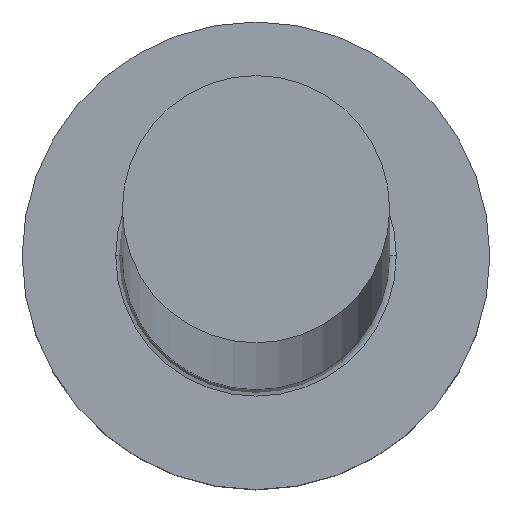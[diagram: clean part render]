
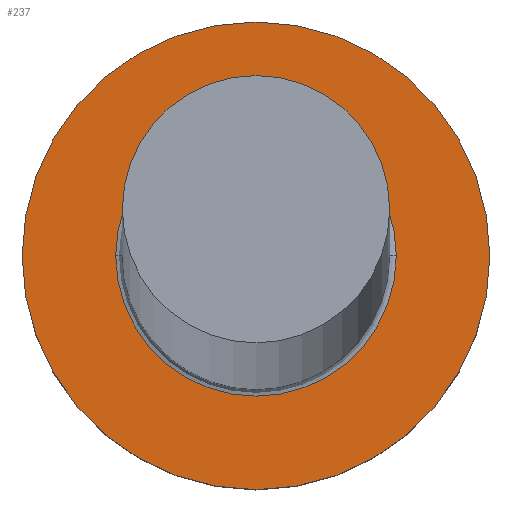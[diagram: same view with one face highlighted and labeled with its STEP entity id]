
A CAD part, top view. The second image highlights one B-rep face of the part: STEP entity #237.
In plain terms, the highlighted planar face has unit normal (0, 0, 1).
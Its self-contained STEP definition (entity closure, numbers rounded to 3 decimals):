
#1 = CIRCLE ( 'NONE', #305, 4.2 ) ;
#4 = AXIS2_PLACEMENT_3D ( 'NONE', #102, #85, #268 ) ;
#15 = EDGE_LOOP ( 'NONE', ( #161, #128 ) ) ;
#20 = CARTESIAN_POINT ( 'NONE',  ( -7., 0., 5. ) ) ;
#24 = AXIS2_PLACEMENT_3D ( 'NONE', #189, #58, #123 ) ;
#35 = VERTEX_POINT ( 'NONE', #20 ) ;
#39 = DIRECTION ( 'NONE',  ( 1., 0., 0. ) ) ;
#40 = CARTESIAN_POINT ( 'NONE',  ( 0., 0., 5. ) ) ;
#58 = DIRECTION ( 'NONE',  ( 0., 0., 1. ) ) ;
#59 = VERTEX_POINT ( 'NONE', #66 ) ;
#66 = CARTESIAN_POINT ( 'NONE',  ( -4.2, 0., 5. ) ) ;
#80 = PLANE ( 'NONE',  #4 ) ;
#85 = DIRECTION ( 'NONE',  ( 0., 0., 1. ) ) ;
#102 = CARTESIAN_POINT ( 'NONE',  ( 0., 0., 5. ) ) ;
#105 = VERTEX_POINT ( 'NONE', #251 ) ;
#120 = EDGE_CURVE ( 'NONE', #59, #229, #1, .T. ) ;
#123 = DIRECTION ( 'NONE',  ( 1., 0., 0. ) ) ;
#126 = DIRECTION ( 'NONE',  ( 0., 0., -1. ) ) ;
#128 = ORIENTED_EDGE ( 'NONE', *, *, #120, .T. ) ;
#129 = EDGE_CURVE ( 'NONE', #35, #105, #155, .T. ) ;
#151 = DIRECTION ( 'NONE',  ( 1., 0., 0. ) ) ;
#155 = CIRCLE ( 'NONE', #24, 7. ) ;
#161 = ORIENTED_EDGE ( 'NONE', *, *, #232, .T. ) ;
#172 = CARTESIAN_POINT ( 'NONE',  ( 4.2, 0., 5. ) ) ;
#189 = CARTESIAN_POINT ( 'NONE',  ( 0., 0., 5. ) ) ;
#191 = CIRCLE ( 'NONE', #271, 4.2 ) ;
#193 = EDGE_LOOP ( 'NONE', ( #293, #220 ) ) ;
#210 = DIRECTION ( 'NONE',  ( 0., 0., 1. ) ) ;
#219 = FACE_OUTER_BOUND ( 'NONE', #193, .T. ) ;
#220 = ORIENTED_EDGE ( 'NONE', *, *, #303, .T. ) ;
#226 = CARTESIAN_POINT ( 'NONE',  ( 0., 0., 5. ) ) ;
#229 = VERTEX_POINT ( 'NONE', #172 ) ;
#232 = EDGE_CURVE ( 'NONE', #229, #59, #191, .T. ) ;
#237 = ADVANCED_FACE ( 'NONE', ( #247, #219 ), #80, .T. ) ;
#247 = FACE_BOUND ( 'NONE', #15, .T. ) ;
#251 = CARTESIAN_POINT ( 'NONE',  ( 7., 0., 5. ) ) ;
#253 = AXIS2_PLACEMENT_3D ( 'NONE', #40, #210, #282 ) ;
#263 = CARTESIAN_POINT ( 'NONE',  ( 0., 0., 5. ) ) ;
#268 = DIRECTION ( 'NONE',  ( 1., 0., 0. ) ) ;
#271 = AXIS2_PLACEMENT_3D ( 'NONE', #263, #126, #151 ) ;
#282 = DIRECTION ( 'NONE',  ( 1., 0., 0. ) ) ;
#289 = CIRCLE ( 'NONE', #253, 7. ) ;
#293 = ORIENTED_EDGE ( 'NONE', *, *, #129, .T. ) ;
#303 = EDGE_CURVE ( 'NONE', #105, #35, #289, .T. ) ;
#304 = DIRECTION ( 'NONE',  ( 0., 0., -1. ) ) ;
#305 = AXIS2_PLACEMENT_3D ( 'NONE', #226, #304, #39 ) ;
